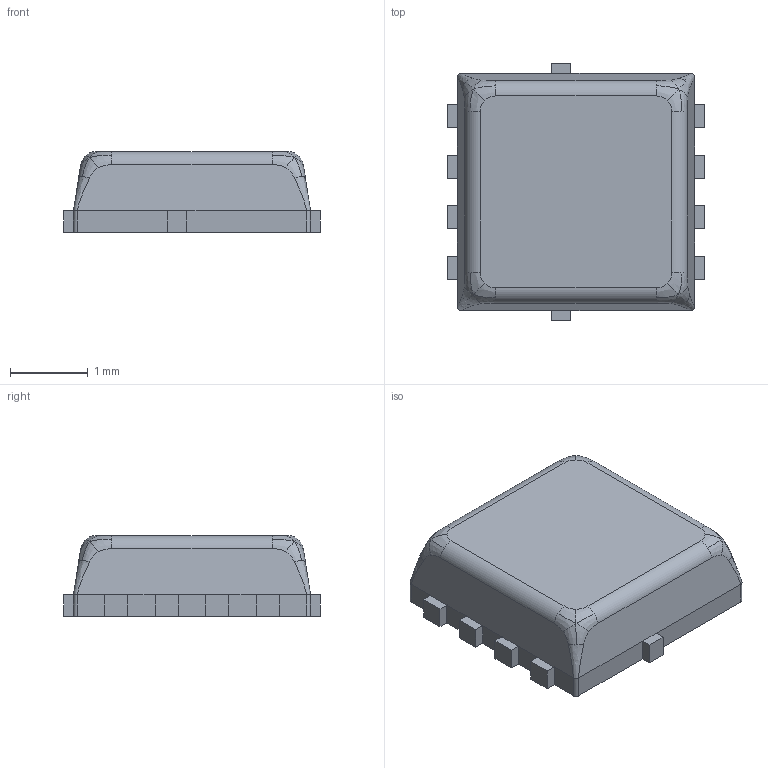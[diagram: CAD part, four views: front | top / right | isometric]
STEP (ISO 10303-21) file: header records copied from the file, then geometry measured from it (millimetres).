
FILE_DESCRIPTION( ( '' ), ' ' );
FILE_NAME( '5b1433d9b777850e9ee6c09c.step', '2018-06-03T18:30:49', ( '' ), ( '' ), ' ', ' ', ' ' );
FILE_SCHEMA( ( 'AUTOMOTIVE_DESIGN { 1 0 10303 214 1 1 1 1 }' ) );
Length unit declared in the file: metre
Products named in the file (6): Open CASCADE STEP translator 6.8 1
Bounding box: 3.3 x 3.3 x 1.04 mm (x, y, z)
Volume: 9.1 mm3; surface area: 46.5 mm2
Topology: 6 solids, 6 shells, 162 faces, 410 edges, 260 vertices
Faces by surface type: plane 126, bspline 28, cylinder 8
Entity records: 9605 total; most frequent: CARTESIAN_POINT 2493, ORIENTED_EDGE 820, DIRECTION 658, STYLED_ITEM 572, PRESENTATION_STYLE_ASSIGNMENT 572, COLOUR_RGB 572, EDGE_CURVE 410, CURVE_STYLE 410
